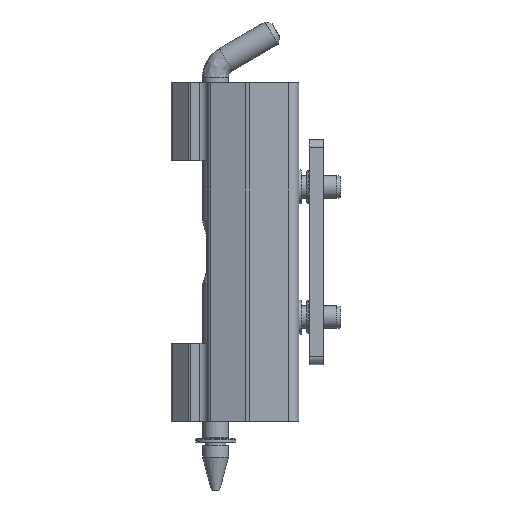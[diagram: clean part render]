
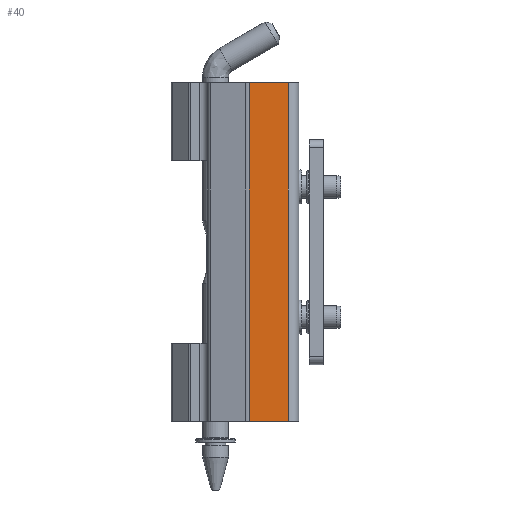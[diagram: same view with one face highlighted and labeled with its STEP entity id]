
A CAD part, left-side view. The second image highlights one B-rep face of the part: STEP entity #40.
In plain terms, the highlighted planar face has unit normal (-1, 0, 0).
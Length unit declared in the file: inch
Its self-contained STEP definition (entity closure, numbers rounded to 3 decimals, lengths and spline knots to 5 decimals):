
#40 = ADVANCED_FACE ( 'NONE', ( #6411 ), #3362, .F. ) ;
#54 = VECTOR ( 'NONE', #3201, 39.37008 ) ;
#86 = ORIENTED_EDGE ( 'NONE', *, *, #7273, .F. ) ;
#173 = VERTEX_POINT ( 'NONE', #5134 ) ;
#391 = DIRECTION ( 'NONE',  ( 0., 0., -1. ) ) ;
#411 = VECTOR ( 'NONE', #4617, 39.37008 ) ;
#568 = EDGE_CURVE ( 'NONE', #3637, #4163, #1262, .T. ) ;
#1102 = CARTESIAN_POINT ( 'NONE',  ( -0.76772, -0.01969, 2.55906 ) ) ;
#1248 = CARTESIAN_POINT ( 'NONE',  ( -0.76772, 0.11811, 2.55906 ) ) ;
#1262 = LINE ( 'NONE', #4929, #3337 ) ;
#3201 = DIRECTION ( 'NONE',  ( 0., 0., -1. ) ) ;
#3337 = VECTOR ( 'NONE', #7300, 39.37008 ) ;
#3362 = PLANE ( 'NONE',  #6947 ) ;
#3463 = CARTESIAN_POINT ( 'NONE',  ( -0.76772, -0.25638, 0. ) ) ;
#3637 = VERTEX_POINT ( 'NONE', #3463 ) ;
#3992 = CARTESIAN_POINT ( 'NONE',  ( -0.76772, -0.25638, 2.55906 ) ) ;
#4144 = DIRECTION ( 'NONE',  ( 0., 1., 0. ) ) ;
#4163 = VERTEX_POINT ( 'NONE', #3992 ) ;
#4379 = LINE ( 'NONE', #6093, #54 ) ;
#4578 = LINE ( 'NONE', #5149, #411 ) ;
#4617 = DIRECTION ( 'NONE',  ( 0., 1., 0. ) ) ;
#4929 = CARTESIAN_POINT ( 'NONE',  ( -0.76772, -0.25638, 2.55906 ) ) ;
#5134 = CARTESIAN_POINT ( 'NONE',  ( -0.76772, -0.55118, 2.55906 ) ) ;
#5149 = CARTESIAN_POINT ( 'NONE',  ( -0.76772, 0.11811, 0. ) ) ;
#5597 = EDGE_CURVE ( 'NONE', #7627, #3637, #4578, .T. ) ;
#5745 = DIRECTION ( 'NONE',  ( 1., 0., 0. ) ) ;
#5807 = EDGE_CURVE ( 'NONE', #173, #4163, #6595, .T. ) ;
#5824 = CARTESIAN_POINT ( 'NONE',  ( -0.76772, -0.55118, 0. ) ) ;
#6093 = CARTESIAN_POINT ( 'NONE',  ( -0.76772, -0.55118, 2.55906 ) ) ;
#6112 = ORIENTED_EDGE ( 'NONE', *, *, #568, .F. ) ;
#6268 = EDGE_LOOP ( 'NONE', ( #86, #6588, #6112, #6649 ) ) ;
#6411 = FACE_OUTER_BOUND ( 'NONE', #6268, .T. ) ;
#6588 = ORIENTED_EDGE ( 'NONE', *, *, #5807, .T. ) ;
#6595 = LINE ( 'NONE', #1248, #6890 ) ;
#6649 = ORIENTED_EDGE ( 'NONE', *, *, #5597, .F. ) ;
#6890 = VECTOR ( 'NONE', #4144, 39.37008 ) ;
#6947 = AXIS2_PLACEMENT_3D ( 'NONE', #1102, #5745, #391 ) ;
#7273 = EDGE_CURVE ( 'NONE', #173, #7627, #4379, .T. ) ;
#7300 = DIRECTION ( 'NONE',  ( 0., 0., 1. ) ) ;
#7627 = VERTEX_POINT ( 'NONE', #5824 ) ;
